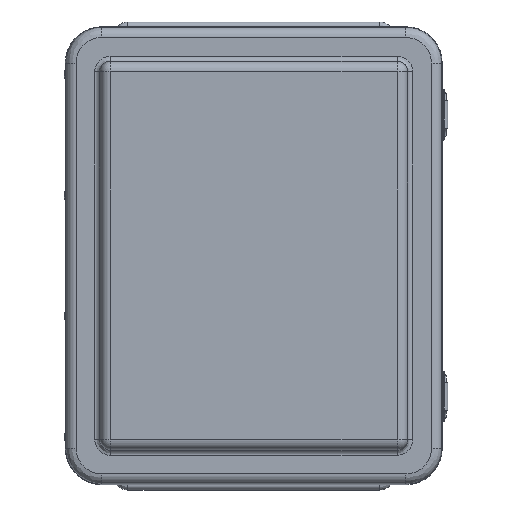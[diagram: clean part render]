
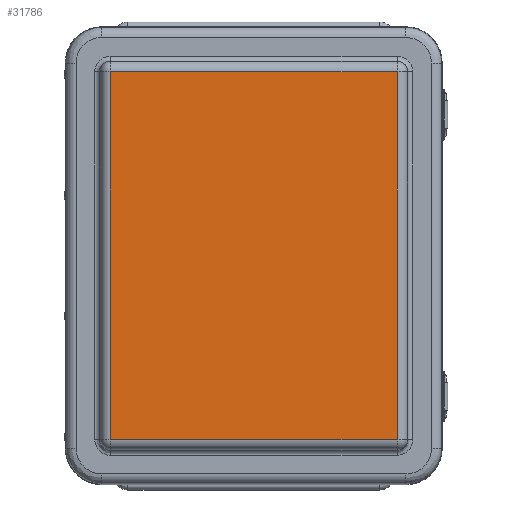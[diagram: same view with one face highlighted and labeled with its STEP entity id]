
A CAD part, top view. The second image highlights one B-rep face of the part: STEP entity #31786.
In plain terms, the highlighted planar face has unit normal (0, 0, 1).
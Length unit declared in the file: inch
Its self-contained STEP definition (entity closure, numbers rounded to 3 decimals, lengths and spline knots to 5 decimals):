
#413 = CARTESIAN_POINT ( 'NONE',  ( -3.56732, -4.5685, 1.04789 ) ) ;
#447 = CARTESIAN_POINT ( 'NONE',  ( 3.56633, -4.5685, 1.04789 ) ) ;
#668 = VERTEX_POINT ( 'NONE', #447 ) ;
#4426 = LINE ( 'NONE', #34543, #12669 ) ;
#4498 = CARTESIAN_POINT ( 'NONE',  ( 3.56321, 4.57283, 1.04789 ) ) ;
#4845 = AXIS2_PLACEMENT_3D ( 'NONE', #9685, #22199, #46110 ) ;
#5364 = ORIENTED_EDGE ( 'NONE', *, *, #23418, .F. ) ;
#6132 = CARTESIAN_POINT ( 'NONE',  ( -3.5669, 4.57072, 1.04789 ) ) ;
#6609 = LINE ( 'NONE', #44503, #25546 ) ;
#7561 = VERTEX_POINT ( 'NONE', #24345 ) ;
#7630 = CARTESIAN_POINT ( 'NONE',  ( 3.56591, -4.57072, 1.04789 ) ) ;
#8250 = B_SPLINE_CURVE_WITH_KNOTS ( 'NONE', 3,
 ( #413, #44851, #16679, #48884, #36989, #28657 ),
 .UNSPECIFIED., .F., .F.,
 ( 4, 2, 4 ),
 ( 0., 0.5, 1. ),
 .UNSPECIFIED. ) ;
#8644 = ORIENTED_EDGE ( 'NONE', *, *, #44627, .T. ) ;
#8789 = EDGE_CURVE ( 'NONE', #48101, #50689, #32669, .T. ) ;
#9685 = CARTESIAN_POINT ( 'NONE',  ( -0.0005, 0., 1.04789 ) ) ;
#10024 = CARTESIAN_POINT ( 'NONE',  ( 3.562, -4.57283, 1.04789 ) ) ;
#11104 = VECTOR ( 'NONE', #52215, 39.37008 ) ;
#12491 = CARTESIAN_POINT ( 'NONE',  ( 3.56633, 4.5685, 1.04789 ) ) ;
#12669 = VECTOR ( 'NONE', #14977, 39.37008 ) ;
#12715 = VECTOR ( 'NONE', #24707, 39.37008 ) ;
#13905 = CARTESIAN_POINT ( 'NONE',  ( -3.56732, 4.5697, 1.04789 ) ) ;
#14304 = FACE_OUTER_BOUND ( 'NONE', #15067, .T. ) ;
#14583 = ORIENTED_EDGE ( 'NONE', *, *, #23484, .T. ) ;
#14977 = DIRECTION ( 'NONE',  ( -1., 0., 0. ) ) ;
#15067 = EDGE_LOOP ( 'NONE', ( #44046, #30563, #8644, #45158, #14583, #30089, #48579, #5364 ) ) ;
#16348 = VERTEX_POINT ( 'NONE', #24421 ) ;
#16509 = CARTESIAN_POINT ( 'NONE',  ( 3.56423, 4.5724, 1.04789 ) ) ;
#16672 = DIRECTION ( 'NONE',  ( 0., 1., 0. ) ) ;
#16679 = CARTESIAN_POINT ( 'NONE',  ( -3.56689, -4.57071, 1.04789 ) ) ;
#18132 = CARTESIAN_POINT ( 'NONE',  ( -3.56418, 4.57283, 1.04789 ) ) ;
#21225 = CARTESIAN_POINT ( 'NONE',  ( 3.562, -4.57283, 1.04789 ) ) ;
#21845 = LINE ( 'NONE', #29702, #11104 ) ;
#22021 = PLANE ( 'NONE',  #4845 ) ;
#22199 = DIRECTION ( 'NONE',  ( 0., 0., 1. ) ) ;
#23418 = EDGE_CURVE ( 'NONE', #29906, #50689, #6609, .T. ) ;
#23484 = EDGE_CURVE ( 'NONE', #26756, #16348, #52099, .T. ) ;
#24290 = CARTESIAN_POINT ( 'NONE',  ( 3.56633, 4.56969, 1.04789 ) ) ;
#24345 = CARTESIAN_POINT ( 'NONE',  ( -3.563, -4.57283, 1.04789 ) ) ;
#24421 = CARTESIAN_POINT ( 'NONE',  ( 3.562, 4.57283, 1.04789 ) ) ;
#24707 = DIRECTION ( 'NONE',  ( 0., -1., 0. ) ) ;
#25546 = VECTOR ( 'NONE', #16672, 39.37008 ) ;
#25888 = CARTESIAN_POINT ( 'NONE',  ( -3.56732, 4.5685, 1.04789 ) ) ;
#26214 = VERTEX_POINT ( 'NONE', #10024 ) ;
#26756 = VERTEX_POINT ( 'NONE', #41851 ) ;
#26872 = B_SPLINE_CURVE_WITH_KNOTS ( 'NONE', 3,
 ( #21225, #37494, #49196, #7630, #37067, #34258 ),
 .UNSPECIFIED., .F., .F.,
 ( 4, 2, 4 ),
 ( 0., 0.5, 1. ),
 .UNSPECIFIED. ) ;
#28313 = CARTESIAN_POINT ( 'NONE',  ( 3.5659, 4.57071, 1.04789 ) ) ;
#28657 = CARTESIAN_POINT ( 'NONE',  ( -3.563, -4.57283, 1.04789 ) ) ;
#29702 = CARTESIAN_POINT ( 'NONE',  ( -1.78175, 4.57283, 1.04789 ) ) ;
#29906 = VERTEX_POINT ( 'NONE', #38410 ) ;
#30089 = ORIENTED_EDGE ( 'NONE', *, *, #49957, .F. ) ;
#30447 = CARTESIAN_POINT ( 'NONE',  ( -3.56521, 4.5724, 1.04789 ) ) ;
#30563 = ORIENTED_EDGE ( 'NONE', *, *, #35551, .F. ) ;
#31786 = ADVANCED_FACE ( 'NONE', ( #14304 ), #22021, .T. ) ;
#32669 = B_SPLINE_CURVE_WITH_KNOTS ( 'NONE', 3,
 ( #49994, #18132, #30447, #6132, #13905, #25888 ),
 .UNSPECIFIED., .F., .F.,
 ( 4, 2, 4 ),
 ( 0., 0.5, 1. ),
 .UNSPECIFIED. ) ;
#34258 = CARTESIAN_POINT ( 'NONE',  ( 3.56633, -4.5685, 1.04789 ) ) ;
#34543 = CARTESIAN_POINT ( 'NONE',  ( 1.78075, -4.57283, 1.04789 ) ) ;
#35139 = CARTESIAN_POINT ( 'NONE',  ( -3.56732, 4.5685, 1.04789 ) ) ;
#35250 = EDGE_CURVE ( 'NONE', #26756, #668, #49880, .T. ) ;
#35551 = EDGE_CURVE ( 'NONE', #26214, #7561, #4426, .T. ) ;
#35727 = EDGE_CURVE ( 'NONE', #29906, #7561, #8250, .T. ) ;
#36807 = CARTESIAN_POINT ( 'NONE',  ( 3.562, 4.57283, 1.04789 ) ) ;
#36989 = CARTESIAN_POINT ( 'NONE',  ( -3.5642, -4.57283, 1.04789 ) ) ;
#37067 = CARTESIAN_POINT ( 'NONE',  ( 3.56633, -4.5697, 1.04789 ) ) ;
#37494 = CARTESIAN_POINT ( 'NONE',  ( 3.56319, -4.57283, 1.04789 ) ) ;
#38410 = CARTESIAN_POINT ( 'NONE',  ( -3.56732, -4.5685, 1.04789 ) ) ;
#41851 = CARTESIAN_POINT ( 'NONE',  ( 3.56633, 4.5685, 1.04789 ) ) ;
#44046 = ORIENTED_EDGE ( 'NONE', *, *, #35727, .T. ) ;
#44503 = CARTESIAN_POINT ( 'NONE',  ( -3.56732, -2.28425, 1.04789 ) ) ;
#44627 = EDGE_CURVE ( 'NONE', #26214, #668, #26872, .T. ) ;
#44851 = CARTESIAN_POINT ( 'NONE',  ( -3.56732, -4.56969, 1.04789 ) ) ;
#45158 = ORIENTED_EDGE ( 'NONE', *, *, #35250, .F. ) ;
#46110 = DIRECTION ( 'NONE',  ( 1., 0., 0. ) ) ;
#46115 = CARTESIAN_POINT ( 'NONE',  ( -3.563, 4.57283, 1.04789 ) ) ;
#48101 = VERTEX_POINT ( 'NONE', #46115 ) ;
#48579 = ORIENTED_EDGE ( 'NONE', *, *, #8789, .T. ) ;
#48773 = CARTESIAN_POINT ( 'NONE',  ( 3.56633, 2.28425, 1.04789 ) ) ;
#48884 = CARTESIAN_POINT ( 'NONE',  ( -3.56522, -4.5724, 1.04789 ) ) ;
#49196 = CARTESIAN_POINT ( 'NONE',  ( 3.56422, -4.5724, 1.04789 ) ) ;
#49880 = LINE ( 'NONE', #48773, #12715 ) ;
#49957 = EDGE_CURVE ( 'NONE', #48101, #16348, #21845, .T. ) ;
#49994 = CARTESIAN_POINT ( 'NONE',  ( -3.563, 4.57283, 1.04789 ) ) ;
#50689 = VERTEX_POINT ( 'NONE', #35139 ) ;
#52099 = B_SPLINE_CURVE_WITH_KNOTS ( 'NONE', 3,
 ( #12491, #24290, #28313, #16509, #4498, #36807 ),
 .UNSPECIFIED., .F., .F.,
 ( 4, 2, 4 ),
 ( 0., 0.5, 1. ),
 .UNSPECIFIED. ) ;
#52215 = DIRECTION ( 'NONE',  ( 1., 0., 0. ) ) ;
